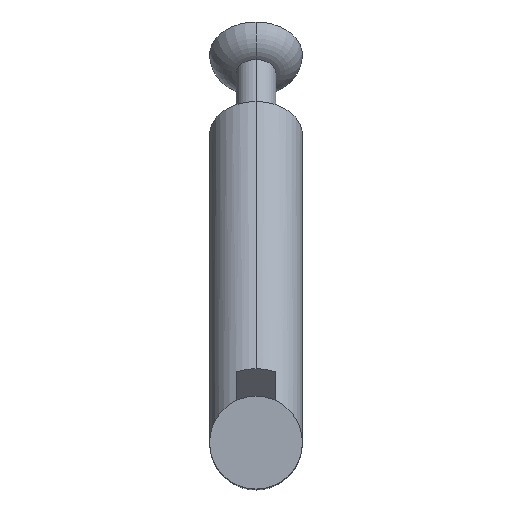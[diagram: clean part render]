
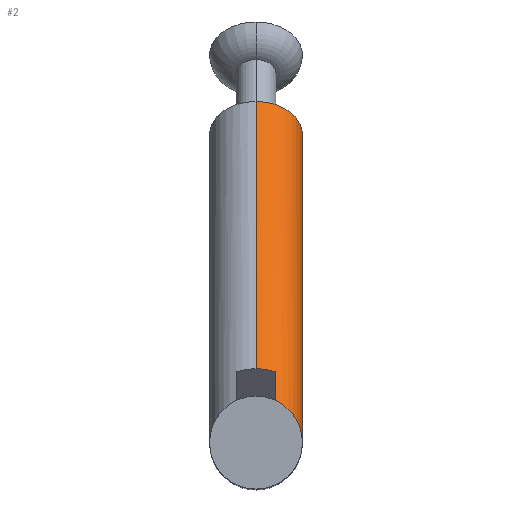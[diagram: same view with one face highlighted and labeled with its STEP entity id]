
A CAD part, top view. The second image highlights one B-rep face of the part: STEP entity #2.
In plain terms, the highlighted cylindrical face has radius 3.5 mm (diameter 7 mm), a partial arc.
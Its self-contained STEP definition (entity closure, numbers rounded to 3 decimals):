
#2 = ADVANCED_FACE ( 'NONE', ( #524 ), #649, .T. ) ;
#9 = DIRECTION ( 'NONE',  ( 0., 0.707, 0.707 ) ) ;
#35 = ORIENTED_EDGE ( 'NONE', *, *, #573, .T. ) ;
#42 = ORIENTED_EDGE ( 'NONE', *, *, #701, .F. ) ;
#48 = VERTEX_POINT ( 'NONE', #657 ) ;
#57 = LINE ( 'NONE', #513, #78 ) ;
#63 = DIRECTION ( 'NONE',  ( 0., -0.707, 0.707 ) ) ;
#78 = VECTOR ( 'NONE', #63, 1000. ) ;
#92 = VERTEX_POINT ( 'NONE', #289 ) ;
#120 = AXIS2_PLACEMENT_3D ( 'NONE', #247, #446, #704 ) ;
#127 = DIRECTION ( 'NONE',  ( 0., 0.707, -0.707 ) ) ;
#144 = EDGE_CURVE ( 'NONE', #776, #92, #283, .T. ) ;
#151 = DIRECTION ( 'NONE',  ( 0., -0.707, 0.707 ) ) ;
#176 = VERTEX_POINT ( 'NONE', #393 ) ;
#184 = CARTESIAN_POINT ( 'NONE',  ( 0., 0., 3.5 ) ) ;
#197 = CARTESIAN_POINT ( 'NONE',  ( 0., -2.475, 5.975 ) ) ;
#198 = CARTESIAN_POINT ( 'NONE',  ( 0., 0., 8.45 ) ) ;
#214 = CARTESIAN_POINT ( 'NONE',  ( 1.5, -2.236, 1.264 ) ) ;
#228 = VERTEX_POINT ( 'NONE', #344 ) ;
#247 = CARTESIAN_POINT ( 'NONE',  ( 0., 3.164, 0.336 ) ) ;
#249 = DIRECTION ( 'NONE',  ( 0., -0.707, 0.707 ) ) ;
#256 = DIRECTION ( 'NONE',  ( 0., 0.707, -0.707 ) ) ;
#265 = DIRECTION ( 'NONE',  ( 0., -0.707, -0.707 ) ) ;
#283 = LINE ( 'NONE', #483, #443 ) ;
#289 = CARTESIAN_POINT ( 'NONE',  ( 1.5, 2.236, 5.736 ) ) ;
#304 = CIRCLE ( 'NONE', #525, 3.5 ) ;
#314 = CARTESIAN_POINT ( 'NONE',  ( 0., 23.335, -19.835 ) ) ;
#324 = ORIENTED_EDGE ( 'NONE', *, *, #764, .T. ) ;
#332 = CARTESIAN_POINT ( 'NONE',  ( 0., 0.689, -2.139 ) ) ;
#341 = AXIS2_PLACEMENT_3D ( 'NONE', #314, #249, #265 ) ;
#344 = CARTESIAN_POINT ( 'NONE',  ( 0., 25.809, -17.36 ) ) ;
#360 = EDGE_LOOP ( 'NONE', ( #555, #35, #444, #800, #324, #440, #378, #42 ) ) ;
#378 = ORIENTED_EDGE ( 'NONE', *, *, #559, .T. ) ;
#385 = DIRECTION ( 'NONE',  ( 0., -0.707, 0.707 ) ) ;
#393 = CARTESIAN_POINT ( 'NONE',  ( 1.5, 0.928, -1.9 ) ) ;
#400 = EDGE_CURVE ( 'NONE', #767, #776, #606, .T. ) ;
#423 = VERTEX_POINT ( 'NONE', #214 ) ;
#440 = ORIENTED_EDGE ( 'NONE', *, *, #564, .T. ) ;
#443 = VECTOR ( 'NONE', #151, 1000. ) ;
#444 = ORIENTED_EDGE ( 'NONE', *, *, #400, .T. ) ;
#446 = DIRECTION ( 'NONE',  ( 0., 0.707, -0.707 ) ) ;
#450 = AXIS2_PLACEMENT_3D ( 'NONE', #197, #469, #600 ) ;
#462 = DIRECTION ( 'NONE',  ( 0., 0.707, -0.707 ) ) ;
#466 = CARTESIAN_POINT ( 'NONE',  ( 1.5, -4.711, 3.739 ) ) ;
#469 = DIRECTION ( 'NONE',  ( 0., -0.707, 0.707 ) ) ;
#473 = CARTESIAN_POINT ( 'NONE',  ( 0., 3.164, 0.336 ) ) ;
#483 = CARTESIAN_POINT ( 'NONE',  ( 1.5, -0.239, 8.211 ) ) ;
#513 = CARTESIAN_POINT ( 'NONE',  ( 0., -4.95, 3.5 ) ) ;
#524 = FACE_OUTER_BOUND ( 'NONE', #360, .T. ) ;
#525 = AXIS2_PLACEMENT_3D ( 'NONE', #473, #256, #9 ) ;
#531 = LINE ( 'NONE', #466, #631 ) ;
#555 = ORIENTED_EDGE ( 'NONE', *, *, #629, .T. ) ;
#559 = EDGE_CURVE ( 'NONE', #176, #697, #304, .T. ) ;
#564 = EDGE_CURVE ( 'NONE', #423, #176, #531, .T. ) ;
#572 = DIRECTION ( 'NONE',  ( 0., -0.707, -0.707 ) ) ;
#573 = EDGE_CURVE ( 'NONE', #228, #767, #734, .T. ) ;
#595 = CARTESIAN_POINT ( 'NONE',  ( 1.5, 5.4, 2.572 ) ) ;
#600 = DIRECTION ( 'NONE',  ( 0., -0.707, -0.707 ) ) ;
#606 = CIRCLE ( 'NONE', #120, 3.5 ) ;
#629 = EDGE_CURVE ( 'NONE', #48, #228, #802, .T. ) ;
#631 = VECTOR ( 'NONE', #127, 1000. ) ;
#649 = CYLINDRICAL_SURFACE ( 'NONE', #450, 3.5 ) ;
#657 = CARTESIAN_POINT ( 'NONE',  ( 0., 20.86, -22.309 ) ) ;
#697 = VERTEX_POINT ( 'NONE', #332 ) ;
#701 = EDGE_CURVE ( 'NONE', #48, #697, #57, .T. ) ;
#704 = DIRECTION ( 'NONE',  ( 0., 0.707, 0.707 ) ) ;
#723 = CARTESIAN_POINT ( 'NONE',  ( 0., 5.639, 2.811 ) ) ;
#734 = LINE ( 'NONE', #198, #744 ) ;
#735 = CIRCLE ( 'NONE', #837, 3.5 ) ;
#744 = VECTOR ( 'NONE', #385, 1000. ) ;
#764 = EDGE_CURVE ( 'NONE', #92, #423, #735, .T. ) ;
#767 = VERTEX_POINT ( 'NONE', #723 ) ;
#776 = VERTEX_POINT ( 'NONE', #595 ) ;
#800 = ORIENTED_EDGE ( 'NONE', *, *, #144, .T. ) ;
#802 = CIRCLE ( 'NONE', #341, 3.5 ) ;
#837 = AXIS2_PLACEMENT_3D ( 'NONE', #184, #462, #572 ) ;
